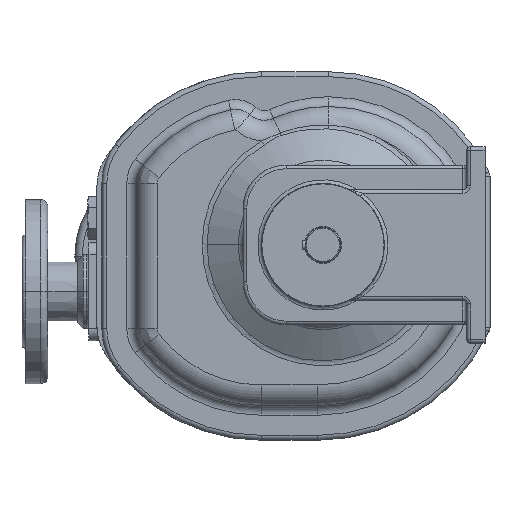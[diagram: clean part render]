
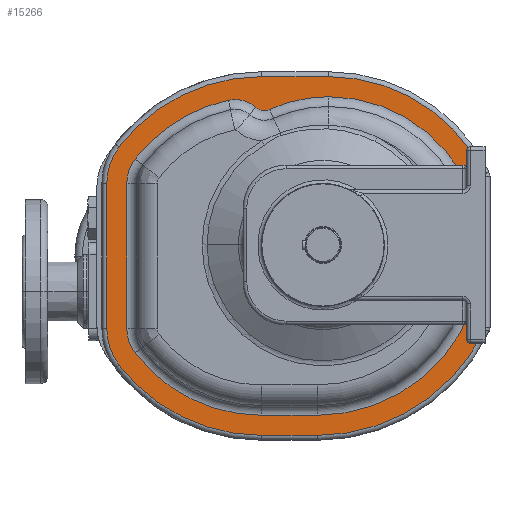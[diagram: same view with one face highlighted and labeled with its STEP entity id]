
A CAD part, left-side view. The second image highlights one B-rep face of the part: STEP entity #15266.
In plain terms, the highlighted planar face has unit normal (-1, 0, 0).
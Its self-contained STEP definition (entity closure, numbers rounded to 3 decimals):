
#2811=CARTESIAN_POINT('',(-36.5,4.5,-4.5));
#2812=DIRECTION('',(-1.,0.,0.));
#2813=DIRECTION('',(0.,0.,-1.));
#2814=AXIS2_PLACEMENT_3D('',#2811,#2812,#2813);
#2816=DIRECTION('',(0.,-1.,0.));
#2817=VECTOR('',#2816,45.5);
#2818=CARTESIAN_POINT('',(-36.5,50.,-155.));
#2819=LINE('',#2818,#2817);
#2820=CARTESIAN_POINT('',(-36.5,50.,-9.));
#2821=DIRECTION('',(-1.,0.,0.));
#2822=DIRECTION('',(0.,0.794,-0.608));
#2823=AXIS2_PLACEMENT_3D('',#2820,#2821,#2822);
#2825=CARTESIAN_POINT('',(-36.5,127.,-67.992));
#2826=DIRECTION('',(-1.,0.,0.));
#2827=DIRECTION('',(0.,1.,0.));
#2828=AXIS2_PLACEMENT_3D('',#2825,#2826,#2827);
#2830=DIRECTION('',(0.,0.,-1.));
#2831=VECTOR('',#2830,117.983);
#2832=CARTESIAN_POINT('',(-36.5,176.,49.992));
#2833=LINE('',#2832,#2831);
#2834=CARTESIAN_POINT('',(-36.5,127.,49.992));
#2835=DIRECTION('',(-1.,0.,0.));
#2836=DIRECTION('',(0.,0.794,0.608));
#2837=AXIS2_PLACEMENT_3D('',#2834,#2835,#2836);
#2839=CARTESIAN_POINT('',(-36.5,50.,-9.));
#2840=DIRECTION('',(-1.,0.,0.));
#2841=DIRECTION('',(0.,0.,1.));
#2842=AXIS2_PLACEMENT_3D('',#2839,#2840,#2841);
#2844=DIRECTION('',(0.,1.,0.));
#2845=VECTOR('',#2844,54.5);
#2846=CARTESIAN_POINT('',(-36.5,-4.5,137.));
#2847=LINE('',#2846,#2845);
#2848=CARTESIAN_POINT('',(-36.5,-4.5,-4.5));
#2849=DIRECTION('',(-1.,0.,0.));
#2850=DIRECTION('',(0.,-0.898,0.44));
#2851=AXIS2_PLACEMENT_3D('',#2848,#2849,#2850);
#2853=CARTESIAN_POINT('',(-36.5,-128.,55.948));
#2854=DIRECTION('',(-1.,0.,0.));
#2855=DIRECTION('',(0.,-1.,0.));
#2856=AXIS2_PLACEMENT_3D('',#2853,#2854,#2855);
#2858=DIRECTION('',(0.,0.,1.));
#2859=VECTOR('',#2858,122.946);
#2860=CARTESIAN_POINT('',(-36.5,-132.,-66.998));
#2861=LINE('',#2860,#2859);
#2862=CARTESIAN_POINT('',(-36.5,-128.,-66.998));
#2863=DIRECTION('',(-1.,0.,0.));
#2864=DIRECTION('',(0.,-0.904,-0.427));
#2865=AXIS2_PLACEMENT_3D('',#2862,#2863,#2864);
#2867=CARTESIAN_POINT('',(-36.5,127.,-67.992));
#2868=DIRECTION('',(1.,0.,0.));
#2869=DIRECTION('',(0.,0.794,-0.608));
#2870=AXIS2_PLACEMENT_3D('',#2867,#2868,#2869);
#2872=CARTESIAN_POINT('',(-36.5,50.,-9.));
#2873=DIRECTION('',(1.,0.,0.));
#2874=DIRECTION('',(0.,0.,-1.));
#2875=AXIS2_PLACEMENT_3D('',#2872,#2873,#2874);
#2877=DIRECTION('',(0.,1.,0.));
#2878=VECTOR('',#2877,45.5);
#2879=CARTESIAN_POINT('',(-36.5,4.5,-138.678));
#2880=LINE('',#2879,#2878);
#2881=CARTESIAN_POINT('',(-36.5,4.5,-4.5));
#2882=DIRECTION('',(1.,0.,0.));
#2883=DIRECTION('',(0.,-1.,0.));
#2884=AXIS2_PLACEMENT_3D('',#2881,#2882,#2883);
#2886=CARTESIAN_POINT('',(-36.5,-4.5,-4.5));
#2887=DIRECTION('',(1.,0.,0.));
#2888=DIRECTION('',(0.,0.,1.));
#2889=AXIS2_PLACEMENT_3D('',#2886,#2887,#2888);
#2891=CARTESIAN_POINT('',(-36.5,-4.5,4.5));
#2892=DIRECTION('',(1.,0.,0.));
#2893=DIRECTION('',(0.,0.413,0.911));
#2894=AXIS2_PLACEMENT_3D('',#2891,#2892,#2893);
#2896=CARTESIAN_POINT('',(-36.5,47.727,119.715));
#2897=DIRECTION('',(-1.,0.,0.));
#2898=DIRECTION('',(0.,0.662,-0.749));
#2899=AXIS2_PLACEMENT_3D('',#2896,#2897,#2898);
#2901=CARTESIAN_POINT('',(-36.5,71.566,92.739));
#2902=DIRECTION('',(1.,0.,0.));
#2903=DIRECTION('',(0.,0.207,0.978));
#2904=AXIS2_PLACEMENT_3D('',#2901,#2902,#2903);
#2906=CARTESIAN_POINT('',(-36.5,50.,-9.));
#2907=DIRECTION('',(1.,0.,0.));
#2908=DIRECTION('',(0.,0.794,0.608));
#2909=AXIS2_PLACEMENT_3D('',#2906,#2907,#2908);
#2911=CARTESIAN_POINT('',(-36.5,127.,49.992));
#2912=DIRECTION('',(1.,0.,0.));
#2913=DIRECTION('',(0.,1.,0.));
#2914=AXIS2_PLACEMENT_3D('',#2911,#2912,#2913);
#2916=DIRECTION('',(0.,0.,1.));
#2917=VECTOR('',#2916,117.983);
#2918=CARTESIAN_POINT('',(-36.5,159.678,-67.992));
#2919=LINE('',#2918,#2917);
#10519=CARTESIAN_POINT('',(-36.5,152.94,-87.865));
#10520=CARTESIAN_POINT('',(-36.5,159.678,-67.992));
#10521=VERTEX_POINT('',#10519);
#10522=VERTEX_POINT('',#10520);
#10525=CARTESIAN_POINT('',(-36.5,159.678,49.992));
#10526=VERTEX_POINT('',#10525);
#10529=CARTESIAN_POINT('',(-36.5,152.94,69.865));
#10530=VERTEX_POINT('',#10529);
#10533=CARTESIAN_POINT('',(-36.5,76.891,117.859));
#10534=VERTEX_POINT('',#10533);
#10537=CARTESIAN_POINT('',(-36.5,54.562,111.981));
#10538=VERTEX_POINT('',#10537);
#10539=CARTESIAN_POINT('',(-36.5,43.466,110.314));
#10540=VERTEX_POINT('',#10539);
#10541=CARTESIAN_POINT('',(-36.5,-4.5,120.678));
#10542=VERTEX_POINT('',#10541);
#10545=CARTESIAN_POINT('',(-36.5,-129.678,-4.5));
#10546=VERTEX_POINT('',#10545);
#10549=CARTESIAN_POINT('',(-36.5,4.5,-138.678));
#10550=VERTEX_POINT('',#10549);
#10553=CARTESIAN_POINT('',(-36.5,50.,-138.678));
#10554=VERTEX_POINT('',#10553);
#10561=CARTESIAN_POINT('',(-36.5,4.5,-155.));
#10562=CARTESIAN_POINT('',(-36.5,-131.618,-68.704));
#10563=VERTEX_POINT('',#10561);
#10564=VERTEX_POINT('',#10562);
#10565=CARTESIAN_POINT('',(-36.5,50.,-155.));
#10566=VERTEX_POINT('',#10565);
#10569=CARTESIAN_POINT('',(-36.5,165.897,-97.791));
#10570=VERTEX_POINT('',#10569);
#10573=CARTESIAN_POINT('',(-36.5,176.,-67.992));
#10574=VERTEX_POINT('',#10573);
#10577=CARTESIAN_POINT('',(-36.5,176.,49.992));
#10578=VERTEX_POINT('',#10577);
#10581=CARTESIAN_POINT('',(-36.5,165.897,79.791));
#10582=VERTEX_POINT('',#10581);
#10585=CARTESIAN_POINT('',(-36.5,50.,137.));
#10586=VERTEX_POINT('',#10585);
#10589=CARTESIAN_POINT('',(-36.5,-4.5,137.));
#10590=VERTEX_POINT('',#10589);
#10593=CARTESIAN_POINT('',(-36.5,-131.593,57.707));
#10594=VERTEX_POINT('',#10593);
#10597=CARTESIAN_POINT('',(-36.5,-132.,-66.998));
#10598=VERTEX_POINT('',#10597);
#10601=CARTESIAN_POINT('',(-36.5,-132.,55.948));
#10602=VERTEX_POINT('',#10601);
#15222=CARTESIAN_POINT('',(-36.5,0.,0.));
#15223=DIRECTION('',(-1.,0.,0.));
#15224=DIRECTION('',(0.,0.,1.));
#15225=AXIS2_PLACEMENT_3D('',#15222,#15223,#15224);
#15226=PLANE('',#15225);
#15228=ORIENTED_EDGE('',*,*,#15227,.F.);
#15230=ORIENTED_EDGE('',*,*,#15229,.F.);
#15232=ORIENTED_EDGE('',*,*,#15231,.F.);
#15234=ORIENTED_EDGE('',*,*,#15233,.F.);
#15236=ORIENTED_EDGE('',*,*,#15235,.F.);
#15238=ORIENTED_EDGE('',*,*,#15237,.F.);
#15240=ORIENTED_EDGE('',*,*,#15239,.F.);
#15242=ORIENTED_EDGE('',*,*,#15241,.F.);
#15244=ORIENTED_EDGE('',*,*,#15243,.F.);
#15246=ORIENTED_EDGE('',*,*,#15245,.F.);
#15248=ORIENTED_EDGE('',*,*,#15247,.F.);
#15250=ORIENTED_EDGE('',*,*,#15249,.F.);
#15251=EDGE_LOOP('',(#15228,#15230,#15232,#15234,#15236,#15238,#15240,#15242,
#15244,#15246,#15248,#15250));
#15252=FACE_OUTER_BOUND('',#15251,.F.);
#15253=ORIENTED_EDGE('',*,*,#15092,.F.);
#15254=ORIENTED_EDGE('',*,*,#15107,.F.);
#15255=ORIENTED_EDGE('',*,*,#15148,.F.);
#15256=ORIENTED_EDGE('',*,*,#15163,.F.);
#15257=ORIENTED_EDGE('',*,*,#15189,.F.);
#15258=ORIENTED_EDGE('',*,*,#15203,.F.);
#15259=ORIENTED_EDGE('',*,*,#15216,.F.);
#15260=ORIENTED_EDGE('',*,*,#14955,.F.);
#15261=ORIENTED_EDGE('',*,*,#14971,.F.);
#15262=ORIENTED_EDGE('',*,*,#15024,.F.);
#15263=ORIENTED_EDGE('',*,*,#15039,.F.);
#15264=EDGE_LOOP('',(#15253,#15254,#15255,#15256,#15257,#15258,#15259,#15260,
#15261,#15262,#15263));
#15265=FACE_BOUND('',#15264,.F.);
#15266=ADVANCED_FACE('',(#15252,#15265),#15226,.T.);
#2815=CIRCLE('',#2814,150.5);
#2824=CIRCLE('',#2823,146.);
#2829=CIRCLE('',#2828,49.);
#2838=CIRCLE('',#2837,49.);
#2843=CIRCLE('',#2842,146.);
#2852=CIRCLE('',#2851,141.5);
#2857=CIRCLE('',#2856,4.);
#2866=CIRCLE('',#2865,4.);
#2871=CIRCLE('',#2870,32.678);
#2876=CIRCLE('',#2875,129.678);
#2885=CIRCLE('',#2884,134.178);
#2890=CIRCLE('',#2889,125.178);
#2895=CIRCLE('',#2894,116.178);
#2900=CIRCLE('',#2899,10.322);
#2905=CIRCLE('',#2904,25.678);
#2910=CIRCLE('',#2909,129.678);
#2915=CIRCLE('',#2914,32.678);
#14955=EDGE_CURVE('',#10534,#10538,#2905,.T.);
#14971=EDGE_CURVE('',#10530,#10534,#2910,.T.);
#15024=EDGE_CURVE('',#10526,#10530,#2915,.T.);
#15039=EDGE_CURVE('',#10522,#10526,#2919,.T.);
#15092=EDGE_CURVE('',#10521,#10522,#2871,.T.);
#15107=EDGE_CURVE('',#10554,#10521,#2876,.T.);
#15148=EDGE_CURVE('',#10550,#10554,#2880,.T.);
#15163=EDGE_CURVE('',#10546,#10550,#2885,.T.);
#15189=EDGE_CURVE('',#10542,#10546,#2890,.T.);
#15203=EDGE_CURVE('',#10540,#10542,#2895,.T.);
#15216=EDGE_CURVE('',#10538,#10540,#2900,.T.);
#15227=EDGE_CURVE('',#10563,#10564,#2815,.T.);
#15229=EDGE_CURVE('',#10566,#10563,#2819,.T.);
#15231=EDGE_CURVE('',#10570,#10566,#2824,.T.);
#15233=EDGE_CURVE('',#10574,#10570,#2829,.T.);
#15235=EDGE_CURVE('',#10578,#10574,#2833,.T.);
#15237=EDGE_CURVE('',#10582,#10578,#2838,.T.);
#15239=EDGE_CURVE('',#10586,#10582,#2843,.T.);
#15241=EDGE_CURVE('',#10590,#10586,#2847,.T.);
#15243=EDGE_CURVE('',#10594,#10590,#2852,.T.);
#15245=EDGE_CURVE('',#10602,#10594,#2857,.T.);
#15247=EDGE_CURVE('',#10598,#10602,#2861,.T.);
#15249=EDGE_CURVE('',#10564,#10598,#2866,.T.);
